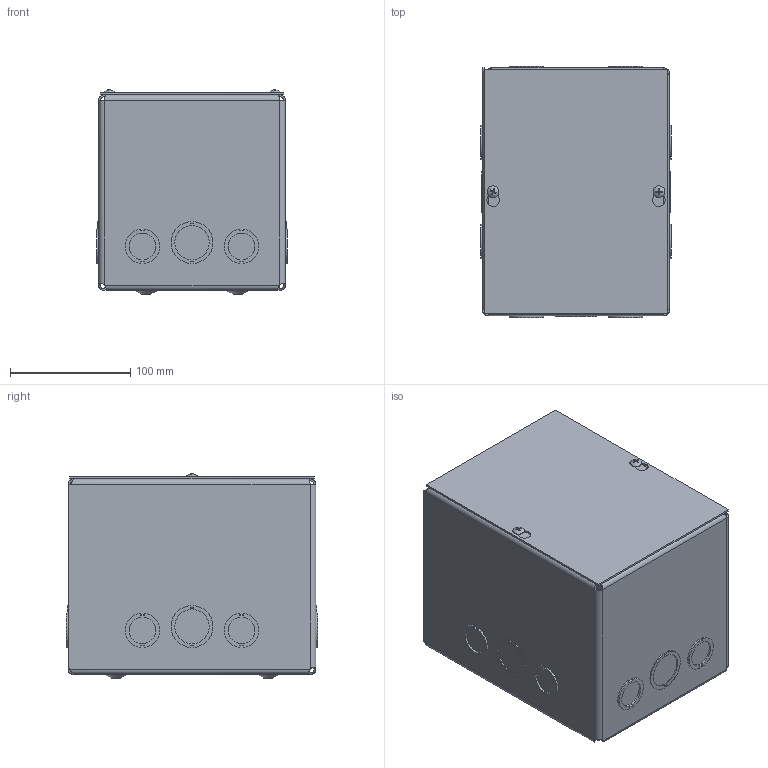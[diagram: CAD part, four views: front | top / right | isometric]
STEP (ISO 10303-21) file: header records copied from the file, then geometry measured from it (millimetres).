
FILE_DESCRIPTION(/* description */ ('BACKS - 6"X8"'),/* implementation_level */ '2;1');
FILE_NAME(/* name */ 'SC060806.stp',/* time_stamp */ '2014-12-09T20:47:11+05:00',/* author */ ('rsundaram'),/* organization */ (''),/* preprocessor_version */ 'ST-DEVELOPER v15.2',/* originating_system */ 'Autodesk Inventor 2014',/* authorisation */ '');
FILE_SCHEMA (('AUTOMOTIVE_DESIGN { 1 0 10303 214 3 1 1 }'));
Length unit declared in the file: inch
Products named in the file (5): SC0608BKP; SC060806WRA; SC0608LID; 34056; SC-assm
Bounding box: 158.72 x 209.52 x 170 mm (x, y, z)
Volume: 311472.2 mm3; surface area: 407546.3 mm2
Topology: 20 solids, 22 shells, 629 faces, 1509 edges, 941 vertices
Faces by surface type: plane 372, cylinder 129, bspline 46, torus 36, cone 28, sphere 18
Full cylindrical faces by diameter (mm): 3.759 x2, 4.166 x2, 4.191 x1, 5.803 x1, 7.62 x4, 9.754 x2
Entity records: 18598 total; most frequent: CARTESIAN_POINT 4469, ORIENTED_EDGE 2876, DIRECTION 2595, EDGE_CURVE 1342, LINE 979, VECTOR 979, VERTEX_POINT 862, AXIS2_PLACEMENT_3D 808
